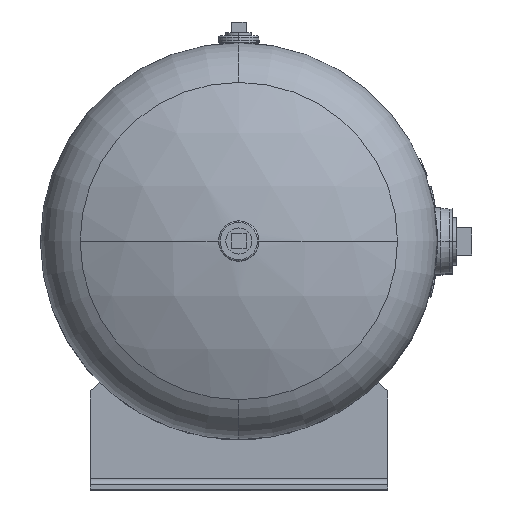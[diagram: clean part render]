
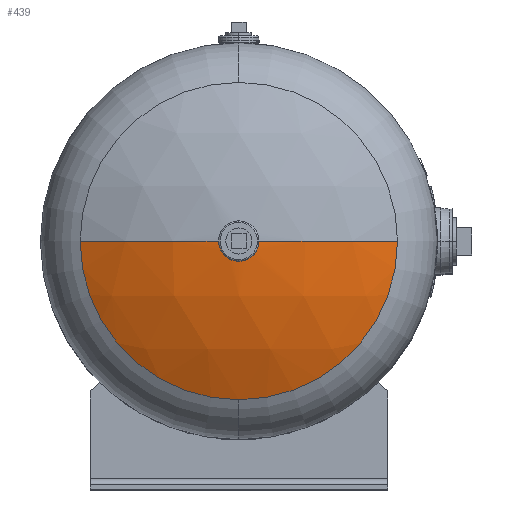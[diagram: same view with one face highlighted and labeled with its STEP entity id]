
A CAD part, top view. The second image highlights one B-rep face of the part: STEP entity #439.
In plain terms, the highlighted spherical face has radius 365.76 mm.
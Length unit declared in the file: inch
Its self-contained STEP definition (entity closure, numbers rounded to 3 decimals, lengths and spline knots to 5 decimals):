
#185 = DIRECTION ( 'NONE',  ( 0., 0., -1. ) ) ;
#190 = DIRECTION ( 'NONE',  ( 0., 1., 0. ) ) ;
#191 = CARTESIAN_POINT ( 'NONE',  ( 0., 0., 13.24961 ) ) ;
#248 = CARTESIAN_POINT ( 'NONE',  ( 0., 0., 0.35 ) ) ;
#412 = DIRECTION ( 'NONE',  ( -1., 0., 0. ) ) ;
#414 = CARTESIAN_POINT ( 'NONE',  ( 0., 0., 14.73236 ) ) ;
#416 = DIRECTION ( 'NONE',  ( 0., 0., 1. ) ) ;
#432 = DIRECTION ( 'NONE',  ( 1., 0., 0. ) ) ;
#433 = DIRECTION ( 'NONE',  ( 0., -1., 0. ) ) ;
#439 = ADVANCED_FACE ( 'NONE', ( #4736 ), #4734, .T. ) ;
#1204 = VERTEX_POINT ( 'NONE', #4912 ) ;
#1604 = VERTEX_POINT ( 'NONE', #5213 ) ;
#1649 = VERTEX_POINT ( 'NONE', #5224 ) ;
#1680 = EDGE_LOOP ( 'NONE', ( #4323, #4208, #4191, #4281, #4213 ) ) ;
#1861 = VERTEX_POINT ( 'NONE', #5259 ) ;
#1878 = VERTEX_POINT ( 'NONE', #5272 ) ;
#1960 = EDGE_CURVE ( 'NONE', #1878, #1204, #8766, .T. ) ;
#2052 = AXIS2_PLACEMENT_3D ( 'NONE', #5462, #5471, #5472 ) ;
#2069 = AXIS2_PLACEMENT_3D ( 'NONE', #248, #433, #432 ) ;
#2076 = AXIS2_PLACEMENT_3D ( 'NONE', #414, #416, #412 ) ;
#2077 = AXIS2_PLACEMENT_3D ( 'NONE', #191, #185, #190 ) ;
#2165 = AXIS2_PLACEMENT_3D ( 'NONE', #5786, #5787, #5788 ) ;
#2253 = EDGE_CURVE ( 'NONE', #1604, #1878, #8627, .T. ) ;
#2259 = EDGE_CURVE ( 'NONE', #1861, #1649, #8063, .T. ) ;
#2265 = EDGE_CURVE ( 'NONE', #1604, #1649, #8540, .T. ) ;
#2306 = EDGE_CURVE ( 'NONE', #1204, #1861, #8334, .T. ) ;
#2825 = AXIS2_PLACEMENT_3D ( 'NONE', #7223, #7219, #7232 ) ;
#4191 = ORIENTED_EDGE ( 'NONE', *, *, #2259, .F. ) ;
#4208 = ORIENTED_EDGE ( 'NONE', *, *, #2265, .T. ) ;
#4213 = ORIENTED_EDGE ( 'NONE', *, *, #1960, .F. ) ;
#4281 = ORIENTED_EDGE ( 'NONE', *, *, #2306, .F. ) ;
#4323 = ORIENTED_EDGE ( 'NONE', *, *, #2253, .F. ) ;
#4734 = SPHERICAL_SURFACE ( 'NONE', #2825, 14.4 ) ;
#4736 = FACE_OUTER_BOUND ( 'NONE', #1680, .T. ) ;
#4912 = CARTESIAN_POINT ( 'NONE',  ( 6.4, 0., 13.24961 ) ) ;
#5213 = CARTESIAN_POINT ( 'NONE',  ( -0.7125, 0., 14.73236 ) ) ;
#5224 = CARTESIAN_POINT ( 'NONE',  ( -6.4, 0., 13.24961 ) ) ;
#5259 = CARTESIAN_POINT ( 'NONE',  ( 0., -6.4, 13.24961 ) ) ;
#5272 = CARTESIAN_POINT ( 'NONE',  ( 0.7125, 0., 14.73236 ) ) ;
#5462 = CARTESIAN_POINT ( 'NONE',  ( 0., 0., 13.24961 ) ) ;
#5471 = DIRECTION ( 'NONE',  ( 0., 0., -1. ) ) ;
#5472 = DIRECTION ( 'NONE',  ( 0., 1., 0. ) ) ;
#5786 = CARTESIAN_POINT ( 'NONE',  ( 0., 0., 0.35 ) ) ;
#5787 = DIRECTION ( 'NONE',  ( 0., 1., 0. ) ) ;
#5788 = DIRECTION ( 'NONE',  ( 0., 0., 1. ) ) ;
#7219 = DIRECTION ( 'NONE',  ( 0., -1., 0. ) ) ;
#7223 = CARTESIAN_POINT ( 'NONE',  ( 0., 0., 0.35 ) ) ;
#7232 = DIRECTION ( 'NONE',  ( 1., 0., 0. ) ) ;
#8063 = CIRCLE ( 'NONE', #2077, 6.4 ) ;
#8334 = CIRCLE ( 'NONE', #2052, 6.4 ) ;
#8540 = CIRCLE ( 'NONE', #2069, 14.4 ) ;
#8627 = CIRCLE ( 'NONE', #2076, 0.7125 ) ;
#8766 = CIRCLE ( 'NONE', #2165, 14.4 ) ;
